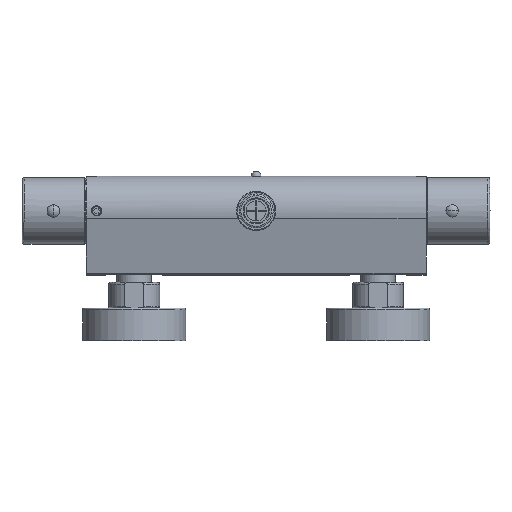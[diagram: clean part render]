
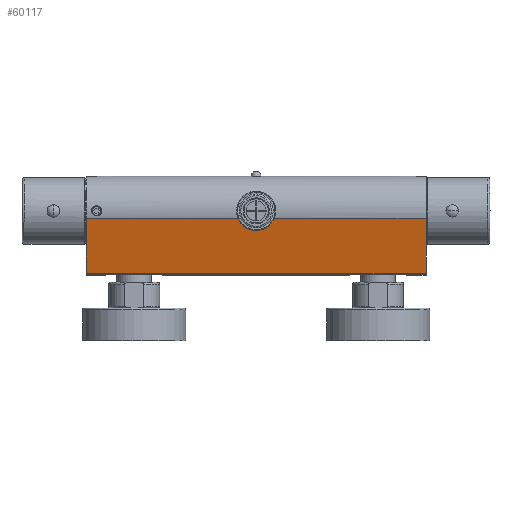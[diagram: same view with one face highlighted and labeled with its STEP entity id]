
A CAD part, front view. The second image highlights one B-rep face of the part: STEP entity #60117.
In plain terms, the highlighted planar face has unit normal (0, -0.976, -0.216).
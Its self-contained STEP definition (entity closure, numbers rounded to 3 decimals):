
#3361=DIRECTION('',(-1.,0.,0.));
#3362=VECTOR('',#3361,209.);
#3363=CARTESIAN_POINT('',(104.5,-13.266,-38.343));
#3364=LINE('',#3363,#3362);
#3571=CARTESIAN_POINT('',(-11.192,-20.746,
-4.599));
#3572=CARTESIAN_POINT('',(-11.075,-20.683,
-4.883));
#3573=CARTESIAN_POINT('',(-10.842,-20.571,
-5.391));
#3574=CARTESIAN_POINT('',(-10.376,-20.379,
-6.256));
#3575=CARTESIAN_POINT('',(-9.793,-20.183,
-7.139));
#3576=CARTESIAN_POINT('',(-9.093,-19.991,
-8.006));
#3577=CARTESIAN_POINT('',(-8.394,-19.83,
-8.733));
#3578=CARTESIAN_POINT('',(-7.694,-19.692,
-9.353));
#3579=CARTESIAN_POINT('',(-6.762,-19.535,
-10.063));
#3580=CARTESIAN_POINT('',(-5.596,-19.379,
-10.766));
#3581=CARTESIAN_POINT('',(-4.197,-19.243,
-11.381));
#3582=CARTESIAN_POINT('',(-2.798,-19.15,
-11.801));
#3583=CARTESIAN_POINT('',(-1.399,-19.095,
-12.046));
#3584=CARTESIAN_POINT('',(0.,-19.077,-12.127));
#3585=CARTESIAN_POINT('',(1.399,-19.095,
-12.046));
#3586=CARTESIAN_POINT('',(2.798,-19.15,
-11.801));
#3587=CARTESIAN_POINT('',(4.197,-19.243,
-11.381));
#3588=CARTESIAN_POINT('',(5.596,-19.379,
-10.766));
#3589=CARTESIAN_POINT('',(6.762,-19.535,
-10.063));
#3590=CARTESIAN_POINT('',(7.694,-19.692,
-9.353));
#3591=CARTESIAN_POINT('',(8.394,-19.83,
-8.733));
#3592=CARTESIAN_POINT('',(9.093,-19.991,
-8.006));
#3593=CARTESIAN_POINT('',(9.793,-20.183,
-7.139));
#3594=CARTESIAN_POINT('',(10.376,-20.379,
-6.256));
#3595=CARTESIAN_POINT('',(10.842,-20.571,
-5.391));
#3596=CARTESIAN_POINT('',(11.075,-20.683,
-4.883));
#3597=CARTESIAN_POINT('',(11.192,-20.746,
-4.599));
#3599=DIRECTION('',(0.,0.216,-0.976));
#3600=VECTOR('',#3599,34.563);
#3601=CARTESIAN_POINT('',(104.5,-20.746,-4.599));
#3602=LINE('',#3601,#3600);
#3603=DIRECTION('',(0.,0.216,-0.976));
#3604=VECTOR('',#3603,34.563);
#3605=CARTESIAN_POINT('',(-104.5,-20.746,-4.599));
#3606=LINE('',#3605,#3604);
#3717=DIRECTION('',(1.,0.,0.));
#3718=VECTOR('',#3717,93.308);
#3719=CARTESIAN_POINT('',(11.192,-20.746,
-4.599));
#3720=LINE('',#3719,#3718);
#3732=CARTESIAN_POINT('',(11.192,-20.746,
-4.599));
#3804=CARTESIAN_POINT('',(-11.192,-20.746,
-4.599));
#3817=DIRECTION('',(1.,0.,0.));
#3818=VECTOR('',#3817,93.308);
#3819=CARTESIAN_POINT('',(-104.5,-20.746,-4.599));
#3820=LINE('',#3819,#3818);
#52341=CARTESIAN_POINT('',(104.5,-13.266,-38.343));
#52342=VERTEX_POINT('',#52341);
#52345=CARTESIAN_POINT('',(104.5,-20.746,-4.599));
#52347=VERTEX_POINT('',#52345);
#52355=CARTESIAN_POINT('',(-104.5,-13.266,-38.343));
#52356=VERTEX_POINT('',#52355);
#52359=CARTESIAN_POINT('',(-104.5,-20.746,-4.599));
#52361=VERTEX_POINT('',#52359);
#52401=VERTEX_POINT('',#3732);
#52402=VERTEX_POINT('',#3804);
#60100=CARTESIAN_POINT('',(108.481,-20.746,
-4.599));
#60101=DIRECTION('',(0.,0.976,0.216));
#60102=DIRECTION('',(0.,0.216,-0.976));
#60103=AXIS2_PLACEMENT_3D('',#60100,#60101,#60102);
#60104=PLANE('',#60103);
#60106=ORIENTED_EDGE('',*,*,#60105,.T.);
#60108=ORIENTED_EDGE('',*,*,#60107,.T.);
#60109=ORIENTED_EDGE('',*,*,#60048,.T.);
#60110=ORIENTED_EDGE('',*,*,#59793,.T.);
#60112=ORIENTED_EDGE('',*,*,#60111,.F.);
#60114=ORIENTED_EDGE('',*,*,#60113,.T.);
#60115=EDGE_LOOP('',(#60106,#60108,#60109,#60110,#60112,#60114));
#60116=FACE_OUTER_BOUND('',#60115,.F.);
#60117=ADVANCED_FACE('',(#60116),#60104,.F.);
#3598=B_SPLINE_CURVE_WITH_KNOTS('',3,(#3571,#3572,#3573,#3574,#3575,#3576,#3577,
#3578,#3579,#3580,#3581,#3582,#3583,#3584,#3585,#3586,#3587,#3588,#3589,#3590,
#3591,#3592,#3593,#3594,#3595,#3596,#3597),.UNSPECIFIED.,.F.,.F.,(4,1,1,1,1,1,1,
1,1,1,1,1,1,1,1,1,1,1,1,1,1,1,1,1,4),(0.,0.016,0.031,0.063,0.094,
0.125,0.156,0.188,0.25,0.313,0.375,0.438,0.5,0.563,
0.625,0.688,0.75,0.813,0.844,0.875,0.906,0.938,0.969,
0.984,1.),.UNSPECIFIED.);
#59793=EDGE_CURVE('',#52342,#52356,#3364,.T.);
#60048=EDGE_CURVE('',#52347,#52342,#3602,.T.);
#60105=EDGE_CURVE('',#52402,#52401,#3598,.T.);
#60107=EDGE_CURVE('',#52401,#52347,#3720,.T.);
#60111=EDGE_CURVE('',#52361,#52356,#3606,.T.);
#60113=EDGE_CURVE('',#52361,#52402,#3820,.T.);
